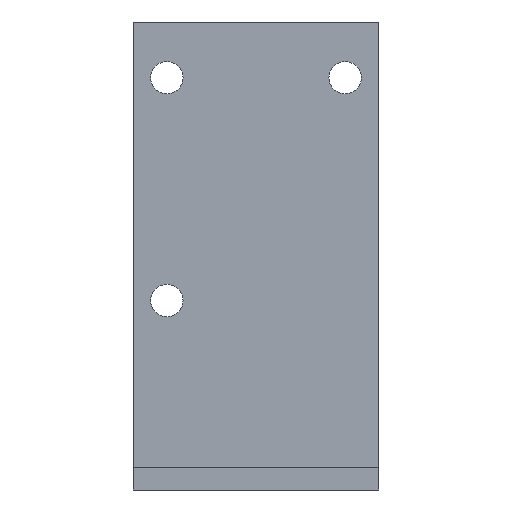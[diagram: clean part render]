
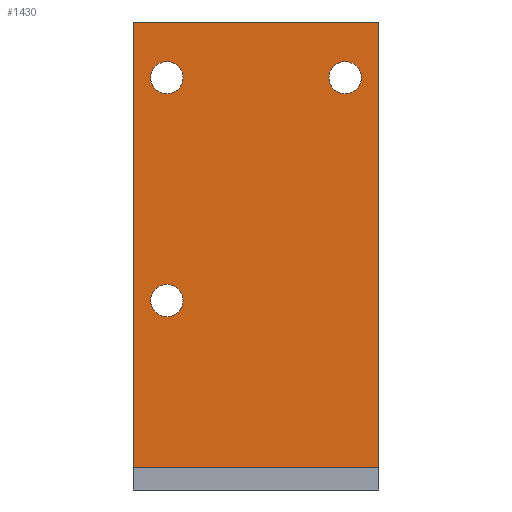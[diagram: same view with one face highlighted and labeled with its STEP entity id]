
A CAD part, left-side view. The second image highlights one B-rep face of the part: STEP entity #1430.
In plain terms, the highlighted planar face has unit normal (-1, 0, 0).
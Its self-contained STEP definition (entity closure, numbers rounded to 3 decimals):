
#57 = VERTEX_POINT('',#58);
#58 = CARTESIAN_POINT('',(-7.5,11.,2.));
#72 = PLANE('',#73);
#73 = AXIS2_PLACEMENT_3D('',#74,#75,#76);
#74 = CARTESIAN_POINT('',(0.,0.,2.));
#75 = DIRECTION('',(-0.,-0.,-1.));
#76 = DIRECTION('',(-1.,0.,0.));
#100 = PLANE('',#101);
#101 = AXIS2_PLACEMENT_3D('',#102,#103,#104);
#102 = CARTESIAN_POINT('',(-7.5,11.,2.));
#103 = DIRECTION('',(0.,1.,0.));
#104 = DIRECTION('',(1.,0.,0.));
#408 = EDGE_CURVE('',#409,#57,#411,.T.);
#409 = VERTEX_POINT('',#410);
#410 = CARTESIAN_POINT('',(-7.5,-11.,2.));
#411 = SURFACE_CURVE('',#412,(#416,#423),.PCURVE_S1.);
#412 = LINE('',#413,#414);
#413 = CARTESIAN_POINT('',(-7.5,-11.,2.));
#414 = VECTOR('',#415,1.);
#415 = DIRECTION('',(0.,1.,0.));
#416 = PCURVE('',#72,#417);
#417 = DEFINITIONAL_REPRESENTATION('',(#418),#422);
#418 = LINE('',#419,#420);
#419 = CARTESIAN_POINT('',(7.5,-11.));
#420 = VECTOR('',#421,1.);
#421 = DIRECTION('',(0.,1.));
#422 = ( GEOMETRIC_REPRESENTATION_CONTEXT(2) 
PARAMETRIC_REPRESENTATION_CONTEXT() REPRESENTATION_CONTEXT('2D SPACE',''
  ) );
#423 = PCURVE('',#424,#429);
#424 = PLANE('',#425);
#425 = AXIS2_PLACEMENT_3D('',#426,#427,#428);
#426 = CARTESIAN_POINT('',(-7.5,-11.,2.));
#427 = DIRECTION('',(-1.,0.,0.));
#428 = DIRECTION('',(0.,1.,0.));
#429 = DEFINITIONAL_REPRESENTATION('',(#430),#434);
#430 = LINE('',#431,#432);
#431 = CARTESIAN_POINT('',(0.,0.));
#432 = VECTOR('',#433,1.);
#433 = DIRECTION('',(1.,0.));
#434 = ( GEOMETRIC_REPRESENTATION_CONTEXT(2) 
PARAMETRIC_REPRESENTATION_CONTEXT() REPRESENTATION_CONTEXT('2D SPACE',''
  ) );
#460 = EDGE_CURVE('',#57,#461,#463,.T.);
#461 = VERTEX_POINT('',#462);
#462 = CARTESIAN_POINT('',(-7.5,11.,42.));
#463 = SURFACE_CURVE('',#464,(#468,#475),.PCURVE_S1.);
#464 = LINE('',#465,#466);
#465 = CARTESIAN_POINT('',(-7.5,11.,2.));
#466 = VECTOR('',#467,1.);
#467 = DIRECTION('',(0.,0.,1.));
#468 = PCURVE('',#100,#469);
#469 = DEFINITIONAL_REPRESENTATION('',(#470),#474);
#470 = LINE('',#471,#472);
#471 = CARTESIAN_POINT('',(0.,0.));
#472 = VECTOR('',#473,1.);
#473 = DIRECTION('',(0.,-1.));
#474 = ( GEOMETRIC_REPRESENTATION_CONTEXT(2) 
PARAMETRIC_REPRESENTATION_CONTEXT() REPRESENTATION_CONTEXT('2D SPACE',''
  ) );
#475 = PCURVE('',#424,#476);
#476 = DEFINITIONAL_REPRESENTATION('',(#477),#481);
#477 = LINE('',#478,#479);
#478 = CARTESIAN_POINT('',(22.,0.));
#479 = VECTOR('',#480,1.);
#480 = DIRECTION('',(0.,-1.));
#481 = ( GEOMETRIC_REPRESENTATION_CONTEXT(2) 
PARAMETRIC_REPRESENTATION_CONTEXT() REPRESENTATION_CONTEXT('2D SPACE',''
  ) );
#499 = PLANE('',#500);
#500 = AXIS2_PLACEMENT_3D('',#501,#502,#503);
#501 = CARTESIAN_POINT('',(0.,0.,42.));
#502 = DIRECTION('',(-0.,-0.,-1.));
#503 = DIRECTION('',(-1.,0.,0.));
#676 = PLANE('',#677);
#677 = AXIS2_PLACEMENT_3D('',#678,#679,#680);
#678 = CARTESIAN_POINT('',(7.5,-11.,2.));
#679 = DIRECTION('',(0.,-1.,0.));
#680 = DIRECTION('',(-1.,0.,0.));
#1430 = ADVANCED_FACE('',(#1431,#1479,#1514,#1549),#424,.T.);
#1431 = FACE_BOUND('',#1432,.T.);
#1432 = EDGE_LOOP('',(#1433,#1456,#1477,#1478));
#1433 = ORIENTED_EDGE('',*,*,#1434,.T.);
#1434 = EDGE_CURVE('',#409,#1435,#1437,.T.);
#1435 = VERTEX_POINT('',#1436);
#1436 = CARTESIAN_POINT('',(-7.5,-11.,42.));
#1437 = SURFACE_CURVE('',#1438,(#1442,#1449),.PCURVE_S1.);
#1438 = LINE('',#1439,#1440);
#1439 = CARTESIAN_POINT('',(-7.5,-11.,2.));
#1440 = VECTOR('',#1441,1.);
#1441 = DIRECTION('',(0.,0.,1.));
#1442 = PCURVE('',#424,#1443);
#1443 = DEFINITIONAL_REPRESENTATION('',(#1444),#1448);
#1444 = LINE('',#1445,#1446);
#1445 = CARTESIAN_POINT('',(0.,0.));
#1446 = VECTOR('',#1447,1.);
#1447 = DIRECTION('',(0.,-1.));
#1448 = ( GEOMETRIC_REPRESENTATION_CONTEXT(2) 
PARAMETRIC_REPRESENTATION_CONTEXT() REPRESENTATION_CONTEXT('2D SPACE',''
  ) );
#1449 = PCURVE('',#676,#1450);
#1450 = DEFINITIONAL_REPRESENTATION('',(#1451),#1455);
#1451 = LINE('',#1452,#1453);
#1452 = CARTESIAN_POINT('',(15.,0.));
#1453 = VECTOR('',#1454,1.);
#1454 = DIRECTION('',(0.,-1.));
#1455 = ( GEOMETRIC_REPRESENTATION_CONTEXT(2) 
PARAMETRIC_REPRESENTATION_CONTEXT() REPRESENTATION_CONTEXT('2D SPACE',''
  ) );
#1456 = ORIENTED_EDGE('',*,*,#1457,.T.);
#1457 = EDGE_CURVE('',#1435,#461,#1458,.T.);
#1458 = SURFACE_CURVE('',#1459,(#1463,#1470),.PCURVE_S1.);
#1459 = LINE('',#1460,#1461);
#1460 = CARTESIAN_POINT('',(-7.5,-11.,42.));
#1461 = VECTOR('',#1462,1.);
#1462 = DIRECTION('',(0.,1.,0.));
#1463 = PCURVE('',#424,#1464);
#1464 = DEFINITIONAL_REPRESENTATION('',(#1465),#1469);
#1465 = LINE('',#1466,#1467);
#1466 = CARTESIAN_POINT('',(0.,-40.));
#1467 = VECTOR('',#1468,1.);
#1468 = DIRECTION('',(1.,0.));
#1469 = ( GEOMETRIC_REPRESENTATION_CONTEXT(2) 
PARAMETRIC_REPRESENTATION_CONTEXT() REPRESENTATION_CONTEXT('2D SPACE',''
  ) );
#1470 = PCURVE('',#499,#1471);
#1471 = DEFINITIONAL_REPRESENTATION('',(#1472),#1476);
#1472 = LINE('',#1473,#1474);
#1473 = CARTESIAN_POINT('',(7.5,-11.));
#1474 = VECTOR('',#1475,1.);
#1475 = DIRECTION('',(0.,1.));
#1476 = ( GEOMETRIC_REPRESENTATION_CONTEXT(2) 
PARAMETRIC_REPRESENTATION_CONTEXT() REPRESENTATION_CONTEXT('2D SPACE',''
  ) );
#1477 = ORIENTED_EDGE('',*,*,#460,.F.);
#1478 = ORIENTED_EDGE('',*,*,#408,.F.);
#1479 = FACE_BOUND('',#1480,.T.);
#1480 = EDGE_LOOP('',(#1481));
#1481 = ORIENTED_EDGE('',*,*,#1482,.T.);
#1482 = EDGE_CURVE('',#1483,#1483,#1485,.T.);
#1483 = VERTEX_POINT('',#1484);
#1484 = CARTESIAN_POINT('',(-7.5,-6.55,37.));
#1485 = SURFACE_CURVE('',#1486,(#1491,#1502),.PCURVE_S1.);
#1486 = CIRCLE('',#1487,1.45);
#1487 = AXIS2_PLACEMENT_3D('',#1488,#1489,#1490);
#1488 = CARTESIAN_POINT('',(-7.5,-8.,37.));
#1489 = DIRECTION('',(1.,0.,0.));
#1490 = DIRECTION('',(0.,1.,0.));
#1491 = PCURVE('',#424,#1492);
#1492 = DEFINITIONAL_REPRESENTATION('',(#1493),#1501);
#1493 = ( BOUNDED_CURVE() B_SPLINE_CURVE(2,(#1494,#1495,#1496,#1497,
#1498,#1499,#1500),.UNSPECIFIED.,.T.,.F.) B_SPLINE_CURVE_WITH_KNOTS((1,2
    ,2,2,2,1),(-2.094,0.,2.094,4.189,
6.283,8.378),.UNSPECIFIED.) CURVE() 
GEOMETRIC_REPRESENTATION_ITEM() RATIONAL_B_SPLINE_CURVE((1.,0.5,1.,0.5,
1.,0.5,1.)) REPRESENTATION_ITEM('') );
#1494 = CARTESIAN_POINT('',(4.45,-35.));
#1495 = CARTESIAN_POINT('',(4.45,-37.511));
#1496 = CARTESIAN_POINT('',(2.275,-36.256));
#1497 = CARTESIAN_POINT('',(0.1,-35.));
#1498 = CARTESIAN_POINT('',(2.275,-33.744));
#1499 = CARTESIAN_POINT('',(4.45,-32.489));
#1500 = CARTESIAN_POINT('',(4.45,-35.));
#1501 = ( GEOMETRIC_REPRESENTATION_CONTEXT(2) 
PARAMETRIC_REPRESENTATION_CONTEXT() REPRESENTATION_CONTEXT('2D SPACE',''
  ) );
#1502 = PCURVE('',#1503,#1508);
#1503 = CYLINDRICAL_SURFACE('',#1504,1.45);
#1504 = AXIS2_PLACEMENT_3D('',#1505,#1506,#1507);
#1505 = CARTESIAN_POINT('',(7.5,-8.,37.));
#1506 = DIRECTION('',(1.,0.,0.));
#1507 = DIRECTION('',(0.,1.,0.));
#1508 = DEFINITIONAL_REPRESENTATION('',(#1509),#1513);
#1509 = LINE('',#1510,#1511);
#1510 = CARTESIAN_POINT('',(0.,-15.));
#1511 = VECTOR('',#1512,1.);
#1512 = DIRECTION('',(1.,0.));
#1513 = ( GEOMETRIC_REPRESENTATION_CONTEXT(2) 
PARAMETRIC_REPRESENTATION_CONTEXT() REPRESENTATION_CONTEXT('2D SPACE',''
  ) );
#1514 = FACE_BOUND('',#1515,.T.);
#1515 = EDGE_LOOP('',(#1516));
#1516 = ORIENTED_EDGE('',*,*,#1517,.T.);
#1517 = EDGE_CURVE('',#1518,#1518,#1520,.T.);
#1518 = VERTEX_POINT('',#1519);
#1519 = CARTESIAN_POINT('',(-7.5,9.45,37.));
#1520 = SURFACE_CURVE('',#1521,(#1526,#1537),.PCURVE_S1.);
#1521 = CIRCLE('',#1522,1.45);
#1522 = AXIS2_PLACEMENT_3D('',#1523,#1524,#1525);
#1523 = CARTESIAN_POINT('',(-7.5,8.,37.));
#1524 = DIRECTION('',(1.,0.,0.));
#1525 = DIRECTION('',(0.,1.,0.));
#1526 = PCURVE('',#424,#1527);
#1527 = DEFINITIONAL_REPRESENTATION('',(#1528),#1536);
#1528 = ( BOUNDED_CURVE() B_SPLINE_CURVE(2,(#1529,#1530,#1531,#1532,
#1533,#1534,#1535),.UNSPECIFIED.,.T.,.F.) B_SPLINE_CURVE_WITH_KNOTS((1,2
    ,2,2,2,1),(-2.094,0.,2.094,4.189,
6.283,8.378),.UNSPECIFIED.) CURVE() 
GEOMETRIC_REPRESENTATION_ITEM() RATIONAL_B_SPLINE_CURVE((1.,0.5,1.,0.5,
1.,0.5,1.)) REPRESENTATION_ITEM('') );
#1529 = CARTESIAN_POINT('',(20.45,-35.));
#1530 = CARTESIAN_POINT('',(20.45,-37.511));
#1531 = CARTESIAN_POINT('',(18.275,-36.256));
#1532 = CARTESIAN_POINT('',(16.1,-35.));
#1533 = CARTESIAN_POINT('',(18.275,-33.744));
#1534 = CARTESIAN_POINT('',(20.45,-32.489));
#1535 = CARTESIAN_POINT('',(20.45,-35.));
#1536 = ( GEOMETRIC_REPRESENTATION_CONTEXT(2) 
PARAMETRIC_REPRESENTATION_CONTEXT() REPRESENTATION_CONTEXT('2D SPACE',''
  ) );
#1537 = PCURVE('',#1538,#1543);
#1538 = CYLINDRICAL_SURFACE('',#1539,1.45);
#1539 = AXIS2_PLACEMENT_3D('',#1540,#1541,#1542);
#1540 = CARTESIAN_POINT('',(7.5,8.,37.));
#1541 = DIRECTION('',(1.,0.,0.));
#1542 = DIRECTION('',(0.,1.,0.));
#1543 = DEFINITIONAL_REPRESENTATION('',(#1544),#1548);
#1544 = LINE('',#1545,#1546);
#1545 = CARTESIAN_POINT('',(0.,-15.));
#1546 = VECTOR('',#1547,1.);
#1547 = DIRECTION('',(1.,0.));
#1548 = ( GEOMETRIC_REPRESENTATION_CONTEXT(2) 
PARAMETRIC_REPRESENTATION_CONTEXT() REPRESENTATION_CONTEXT('2D SPACE',''
  ) );
#1549 = FACE_BOUND('',#1550,.T.);
#1550 = EDGE_LOOP('',(#1551));
#1551 = ORIENTED_EDGE('',*,*,#1552,.T.);
#1552 = EDGE_CURVE('',#1553,#1553,#1555,.T.);
#1553 = VERTEX_POINT('',#1554);
#1554 = CARTESIAN_POINT('',(-7.5,9.45,17.));
#1555 = SURFACE_CURVE('',#1556,(#1561,#1572),.PCURVE_S1.);
#1556 = CIRCLE('',#1557,1.45);
#1557 = AXIS2_PLACEMENT_3D('',#1558,#1559,#1560);
#1558 = CARTESIAN_POINT('',(-7.5,8.,17.));
#1559 = DIRECTION('',(1.,0.,0.));
#1560 = DIRECTION('',(0.,1.,0.));
#1561 = PCURVE('',#424,#1562);
#1562 = DEFINITIONAL_REPRESENTATION('',(#1563),#1571);
#1563 = ( BOUNDED_CURVE() B_SPLINE_CURVE(2,(#1564,#1565,#1566,#1567,
#1568,#1569,#1570),.UNSPECIFIED.,.T.,.F.) B_SPLINE_CURVE_WITH_KNOTS((1,2
    ,2,2,2,1),(-2.094,0.,2.094,4.189,
6.283,8.378),.UNSPECIFIED.) CURVE() 
GEOMETRIC_REPRESENTATION_ITEM() RATIONAL_B_SPLINE_CURVE((1.,0.5,1.,0.5,
1.,0.5,1.)) REPRESENTATION_ITEM('') );
#1564 = CARTESIAN_POINT('',(20.45,-15.));
#1565 = CARTESIAN_POINT('',(20.45,-17.511));
#1566 = CARTESIAN_POINT('',(18.275,-16.256));
#1567 = CARTESIAN_POINT('',(16.1,-15.));
#1568 = CARTESIAN_POINT('',(18.275,-13.744));
#1569 = CARTESIAN_POINT('',(20.45,-12.489));
#1570 = CARTESIAN_POINT('',(20.45,-15.));
#1571 = ( GEOMETRIC_REPRESENTATION_CONTEXT(2) 
PARAMETRIC_REPRESENTATION_CONTEXT() REPRESENTATION_CONTEXT('2D SPACE',''
  ) );
#1572 = PCURVE('',#1573,#1578);
#1573 = CYLINDRICAL_SURFACE('',#1574,1.45);
#1574 = AXIS2_PLACEMENT_3D('',#1575,#1576,#1577);
#1575 = CARTESIAN_POINT('',(7.5,8.,17.));
#1576 = DIRECTION('',(1.,0.,0.));
#1577 = DIRECTION('',(0.,1.,0.));
#1578 = DEFINITIONAL_REPRESENTATION('',(#1579),#1583);
#1579 = LINE('',#1580,#1581);
#1580 = CARTESIAN_POINT('',(0.,-15.));
#1581 = VECTOR('',#1582,1.);
#1582 = DIRECTION('',(1.,0.));
#1583 = ( GEOMETRIC_REPRESENTATION_CONTEXT(2) 
PARAMETRIC_REPRESENTATION_CONTEXT() REPRESENTATION_CONTEXT('2D SPACE',''
  ) );
